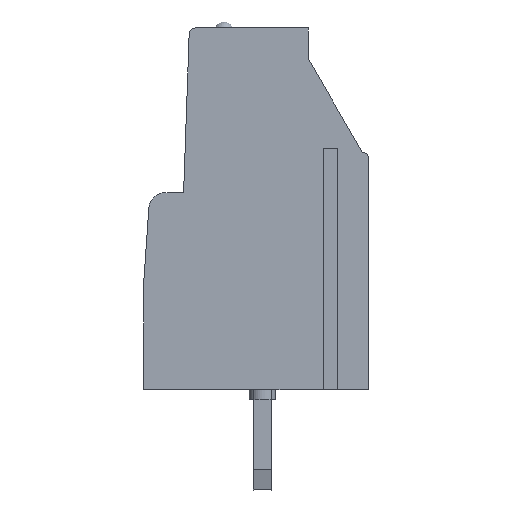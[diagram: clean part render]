
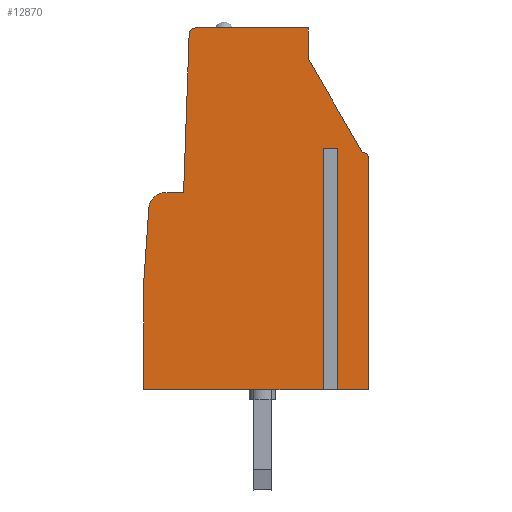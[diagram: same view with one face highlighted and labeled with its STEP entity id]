
A CAD part, left-side view. The second image highlights one B-rep face of the part: STEP entity #12870.
In plain terms, the highlighted face is planar.
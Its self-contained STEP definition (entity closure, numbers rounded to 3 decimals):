
#4960=CARTESIAN_POINT('',(-36.604,87.486,-2.46));
#4970=VERTEX_POINT('',#4960);
#5000=CARTESIAN_POINT('',(-79.995,87.486,-2.46));
#5010=DIRECTION('',(1.,0.,0.));
#5020=VECTOR('',#5010,1.);
#5030=LINE('',#5000,#5020);
#5040=CARTESIAN_POINT('',(-36.19,87.486,-2.46));
#5050=VERTEX_POINT('',#5040);
#5060=EDGE_CURVE('',#4970,#5050,#5030,.T.);
#7590=CARTESIAN_POINT('',(-46.679,0.,-2.46));
#7600=DIRECTION('',(-0.035,-0.999,
0.));
#7610=VECTOR('',#7600,1.);
#7620=LINE('',#7590,#7610);
#7630=CARTESIAN_POINT('',(-43.425,93.196,-2.46));
#7640=VERTEX_POINT('',#7630);
#7650=CARTESIAN_POINT('',(-43.701,85.286,-2.46));
#7660=VERTEX_POINT('',#7650);
#7670=EDGE_CURVE('',#7640,#7660,#7620,.T.);
#8060=CARTESIAN_POINT('',(-44.631,84.486,-2.46));
#8070=DIRECTION('',(0.,0.,-1.));
#8080=DIRECTION('',(-1.,0.,0.));
#8090=AXIS2_PLACEMENT_3D('',#8060,#8070,#8080);
#8100=CIRCLE('',#8090,0.8);
#8110=CARTESIAN_POINT('',(-45.429,84.541,-2.46));
#8120=VERTEX_POINT('',#8110);
#8130=CARTESIAN_POINT('',(-44.631,85.286,-2.46));
#8140=VERTEX_POINT('',#8130);
#8150=EDGE_CURVE('',#8120,#8140,#8100,.T.);
#11810=CARTESIAN_POINT('',(-79.995,0.,-2.46));
#11820=DIRECTION('',(0.,0.,-1.));
#11830=DIRECTION('',(-1.,0.,0.));
#11840=AXIS2_PLACEMENT_3D('',#11810,#11820,#11830);
#11850=PLANE('',#11840);
#11860=CARTESIAN_POINT('',(-43.125,93.186,-2.46));
#11870=DIRECTION('',(0.,0.,-1.));
#11880=DIRECTION('',(-1.,0.,0.));
#11890=AXIS2_PLACEMENT_3D('',#11860,#11870,#11880);
#11900=CIRCLE('',#11890,0.3);
#11910=CARTESIAN_POINT('',(-43.125,93.486,-2.46));
#11920=VERTEX_POINT('',#11910);
#11930=EDGE_CURVE('',#7640,#11920,#11900,.T.);
#11940=ORIENTED_EDGE('',*,*,#11930,.F.);
#11950=CARTESIAN_POINT('',(-79.995,93.486,-2.46));
#11960=DIRECTION('',(1.,0.,0.));
#11970=VECTOR('',#11960,1.);
#11980=LINE('',#11950,#11970);
#11990=CARTESIAN_POINT('',(-37.497,93.486,-2.46));
#12000=VERTEX_POINT('',#11990);
#12010=EDGE_CURVE('',#11920,#12000,#11980,.T.);
#12020=ORIENTED_EDGE('',*,*,#12010,.F.);
#12030=CARTESIAN_POINT('',(-37.497,0.,-2.46));
#12040=DIRECTION('',(-0.,-1.,0.));
#12050=VECTOR('',#12040,1.);
#12060=LINE('',#12030,#12050);
#12070=CARTESIAN_POINT('',(-37.497,91.962,-2.46));
#12080=VERTEX_POINT('',#12070);
#12090=EDGE_CURVE('',#12000,#12080,#12060,.T.);
#12100=ORIENTED_EDGE('',*,*,#12090,.F.);
#12110=CARTESIAN_POINT('',(15.597,0.,-2.46));
#12120=DIRECTION('',(-0.5,0.866,0.));
#12130=VECTOR('',#12120,1.);
#12140=LINE('',#12110,#12130);
#12150=CARTESIAN_POINT('',(-34.797,87.286,-2.46));
#12160=VERTEX_POINT('',#12150);
#12170=EDGE_CURVE('',#12160,#12080,#12140,.T.);
#12180=ORIENTED_EDGE('',*,*,#12170,.T.);
#12190=CARTESIAN_POINT('',(-34.797,86.986,-2.46));
#12200=DIRECTION('',(0.,0.,-1.));
#12210=DIRECTION('',(-1.,0.,0.));
#12220=AXIS2_PLACEMENT_3D('',#12190,#12200,#12210);
#12230=CIRCLE('',#12220,0.3);
#12240=CARTESIAN_POINT('',(-34.497,86.986,-2.46));
#12250=VERTEX_POINT('',#12240);
#12260=EDGE_CURVE('',#12160,#12250,#12230,.T.);
#12270=ORIENTED_EDGE('',*,*,#12260,.F.);
#12280=CARTESIAN_POINT('',(-34.497,0.,-2.46));
#12290=DIRECTION('',(-0.,-1.,0.));
#12300=VECTOR('',#12290,1.);
#12310=LINE('',#12280,#12300);
#12320=CARTESIAN_POINT('',(-34.497,75.486,-2.46));
#12330=VERTEX_POINT('',#12320);
#12340=EDGE_CURVE('',#12250,#12330,#12310,.T.);
#12350=ORIENTED_EDGE('',*,*,#12340,.F.);
#12360=CARTESIAN_POINT('',(-79.995,75.486,-2.46));
#12370=DIRECTION('',(1.,0.,0.));
#12380=VECTOR('',#12370,1.);
#12390=LINE('',#12360,#12380);
#12400=CARTESIAN_POINT('',(-36.19,75.486,-2.46));
#12410=VERTEX_POINT('',#12400);
#12420=EDGE_CURVE('',#12410,#12330,#12390,.T.);
#12430=ORIENTED_EDGE('',*,*,#12420,.T.);
#12440=CARTESIAN_POINT('',(-36.19,0.,-2.46));
#12450=DIRECTION('',(-0.,-1.,0.));
#12460=VECTOR('',#12450,1.);
#12470=LINE('',#12440,#12460);
#12480=EDGE_CURVE('',#5050,#12410,#12470,.T.);
#12490=ORIENTED_EDGE('',*,*,#12480,.T.);
#12500=ORIENTED_EDGE('',*,*,#5060,.T.);
#12510=CARTESIAN_POINT('',(-36.604,0.,-2.46));
#12520=DIRECTION('',(-0.,-1.,0.));
#12530=VECTOR('',#12520,1.);
#12540=LINE('',#12510,#12530);
#12550=CARTESIAN_POINT('',(-36.604,75.486,-2.46));
#12560=VERTEX_POINT('',#12550);
#12570=EDGE_CURVE('',#4970,#12560,#12540,.T.);
#12580=ORIENTED_EDGE('',*,*,#12570,.F.);
#12590=CARTESIAN_POINT('',(-45.697,75.486,-2.46));
#12600=VERTEX_POINT('',#12590);
#12610=EDGE_CURVE('',#12600,#12560,#12390,.T.);
#12620=ORIENTED_EDGE('',*,*,#12610,.T.);
#12630=CARTESIAN_POINT('',(-45.697,0.,-2.46));
#12640=DIRECTION('',(-0.,-1.,0.));
#12650=VECTOR('',#12640,1.);
#12660=LINE('',#12630,#12650);
#12670=CARTESIAN_POINT('',(-45.697,80.656,-2.46));
#12680=VERTEX_POINT('',#12670);
#12690=EDGE_CURVE('',#12680,#12600,#12660,.T.);
#12700=ORIENTED_EDGE('',*,*,#12690,.T.);
#12710=CARTESIAN_POINT('',(-51.272,0.,-2.46));
#12720=DIRECTION('',(-0.069,-0.998,
0.));
#12730=VECTOR('',#12720,1.);
#12740=LINE('',#12710,#12730);
#12750=EDGE_CURVE('',#8120,#12680,#12740,.T.);
#12760=ORIENTED_EDGE('',*,*,#12750,.T.);
#12770=ORIENTED_EDGE('',*,*,#8150,.F.);
#12780=CARTESIAN_POINT('',(-79.995,85.286,-2.46));
#12790=DIRECTION('',(-1.,0.,0.));
#12800=VECTOR('',#12790,1.);
#12810=LINE('',#12780,#12800);
#12820=EDGE_CURVE('',#7660,#8140,#12810,.T.);
#12830=ORIENTED_EDGE('',*,*,#12820,.T.);
#12840=ORIENTED_EDGE('',*,*,#7670,.T.);
#12850=EDGE_LOOP('',(#12840,#12830,#12770,#12760,#12700,#12620,#12580,
#12500,#12490,#12430,#12350,#12270,#12180,#12100,#12020,#11940));
#12860=FACE_OUTER_BOUND('',#12850,.T.);
#12870=ADVANCED_FACE('',(#12860),#11850,.F.);
